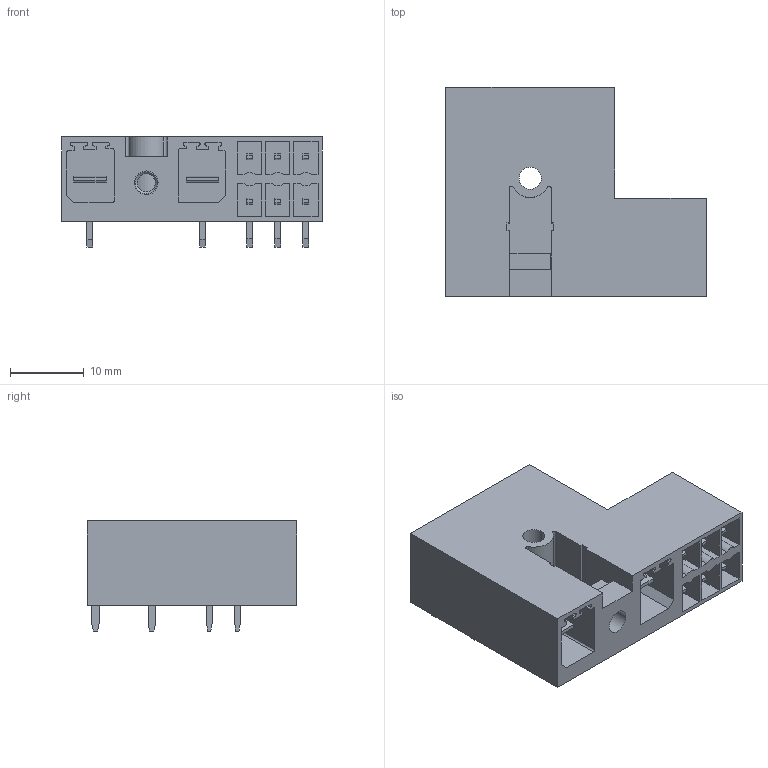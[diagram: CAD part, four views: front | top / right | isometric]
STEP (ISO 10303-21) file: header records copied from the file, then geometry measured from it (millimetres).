
FILE_DESCRIPTION(('CATIA V5 STEP Exchange'),'2;1');
FILE_NAME ('D1448392_0_1089570000_1089570000.stp','2018-11-27T07:55:25+00:00',('none'),('Weidmueller'),'CATIA Version 5-6 Release 2014','CATIA V5 STEP AP203','none');
FILE_SCHEMA(('CONFIG_CONTROL_DESIGN'));
Length unit declared in the file: millimetre
Products named in the file (1): 1089570000
Bounding box: 35.26 x 28.3 x 14.9 mm (x, y, z)
Volume: 6533.1 mm3; surface area: 6739.1 mm2
Topology: 10 solids, 10 shells, 344 faces, 944 edges, 626 vertices
Faces by surface type: plane 305, cylinder 37, cone 2
Entity records: 9189 total; most frequent: ORIENTED_EDGE 1888, CARTESIAN_POINT 1566, DIRECTION 1148, EDGE_CURVE 858, VECTOR 790, LINE 790, VERTEX_POINT 562, EDGE_LOOP 376
